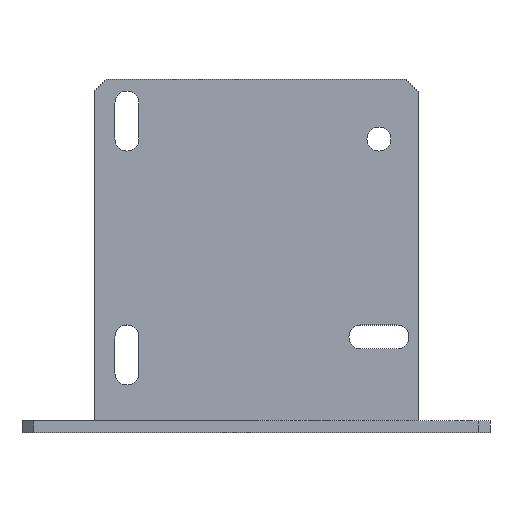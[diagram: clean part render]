
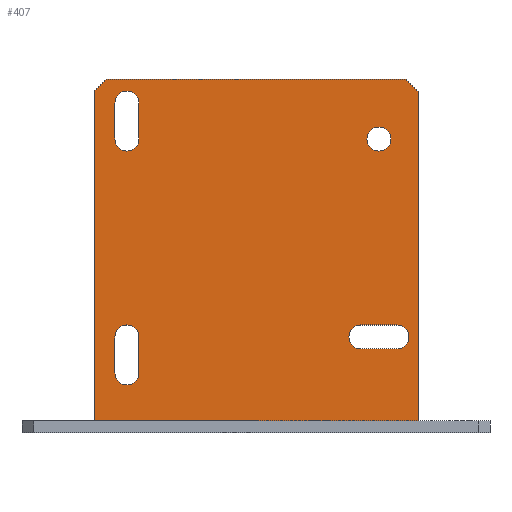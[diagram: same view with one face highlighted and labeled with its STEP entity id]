
A CAD part, top view. The second image highlights one B-rep face of the part: STEP entity #407.
In plain terms, the highlighted planar face has unit normal (0, 0, 1).
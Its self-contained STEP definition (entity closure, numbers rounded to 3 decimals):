
#44=FACE_BOUND('',#110,.F.);
#45=FACE_BOUND('',#111,.F.);
#46=FACE_BOUND('',#112,.F.);
#47=FACE_BOUND('',#113,.F.);
#57=FACE_OUTER_BOUND('',#114,.F.);
#110=EDGE_LOOP('',(#209,#210,#211,#212));
#111=EDGE_LOOP('',(#213,#214));
#112=EDGE_LOOP('',(#215,#216,#217,#218));
#113=EDGE_LOOP('',(#219,#220,#221,#222));
#114=EDGE_LOOP('',(#223,#224,#225,#226,#227,#228));
#209=ORIENTED_EDGE('',*,*,#727,.T.);
#210=ORIENTED_EDGE('',*,*,#726,.T.);
#211=ORIENTED_EDGE('',*,*,#725,.T.);
#212=ORIENTED_EDGE('',*,*,#724,.T.);
#213=ORIENTED_EDGE('',*,*,#765,.T.);
#214=ORIENTED_EDGE('',*,*,#764,.T.);
#215=ORIENTED_EDGE('',*,*,#735,.T.);
#216=ORIENTED_EDGE('',*,*,#734,.T.);
#217=ORIENTED_EDGE('',*,*,#733,.T.);
#218=ORIENTED_EDGE('',*,*,#732,.T.);
#219=ORIENTED_EDGE('',*,*,#719,.T.);
#220=ORIENTED_EDGE('',*,*,#718,.T.);
#221=ORIENTED_EDGE('',*,*,#717,.T.);
#222=ORIENTED_EDGE('',*,*,#716,.T.);
#223=ORIENTED_EDGE('',*,*,#781,.F.);
#224=ORIENTED_EDGE('',*,*,#714,.T.);
#225=ORIENTED_EDGE('',*,*,#769,.T.);
#226=ORIENTED_EDGE('',*,*,#774,.T.);
#227=ORIENTED_EDGE('',*,*,#772,.T.);
#228=ORIENTED_EDGE('',*,*,#711,.T.);
#407=ADVANCED_FACE('',(#44,#45,#46,#47,#57),#452,.T.);
#452=PLANE('',#960);
#483=CIRCLE('',#923,2.);
#484=CIRCLE('',#924,2.);
#487=CIRCLE('',#927,2.);
#488=CIRCLE('',#928,2.);
#491=CIRCLE('',#931,2.);
#492=CIRCLE('',#932,2.);
#511=CIRCLE('',#951,2.);
#512=CIRCLE('',#952,2.);
#531=LINE('',#1373,#619);
#534=LINE('',#1376,#622);
#536=LINE('',#1379,#624);
#537=LINE('',#1381,#625);
#540=LINE('',#1387,#628);
#541=LINE('',#1389,#629);
#544=LINE('',#1395,#632);
#545=LINE('',#1397,#633);
#557=LINE('',#1431,#645);
#560=LINE('',#1434,#648);
#562=LINE('',#1436,#650);
#569=LINE('',#1443,#657);
#619=VECTOR('',#1022,2.828);
#622=VECTOR('',#1025,2.828);
#624=VECTOR('',#1029,6.);
#625=VECTOR('',#1032,6.);
#628=VECTOR('',#1041,6.);
#629=VECTOR('',#1044,6.);
#632=VECTOR('',#1053,6.);
#633=VECTOR('',#1056,6.);
#645=VECTOR('',#1112,55.);
#648=VECTOR('',#1115,55.);
#650=VECTOR('',#1117,54.);
#657=VECTOR('',#1124,50.);
#711=EDGE_CURVE('',#874,#873,#531,.T.);
#714=EDGE_CURVE('',#870,#869,#534,.T.);
#716=EDGE_CURVE('',#868,#867,#483,.T.);
#717=EDGE_CURVE('',#866,#868,#536,.T.);
#718=EDGE_CURVE('',#865,#866,#484,.T.);
#719=EDGE_CURVE('',#867,#865,#537,.T.);
#724=EDGE_CURVE('',#860,#859,#487,.T.);
#725=EDGE_CURVE('',#858,#860,#540,.T.);
#726=EDGE_CURVE('',#857,#858,#488,.T.);
#727=EDGE_CURVE('',#859,#857,#541,.T.);
#732=EDGE_CURVE('',#852,#851,#491,.T.);
#733=EDGE_CURVE('',#850,#852,#544,.T.);
#734=EDGE_CURVE('',#849,#850,#492,.T.);
#735=EDGE_CURVE('',#851,#849,#545,.T.);
#764=EDGE_CURVE('',#820,#819,#511,.T.);
#765=EDGE_CURVE('',#819,#820,#512,.T.);
#769=EDGE_CURVE('',#869,#816,#557,.T.);
#772=EDGE_CURVE('',#815,#874,#560,.T.);
#774=EDGE_CURVE('',#816,#815,#562,.T.);
#781=EDGE_CURVE('',#870,#873,#569,.T.);
#815=VERTEX_POINT('',#1254);
#816=VERTEX_POINT('',#1255);
#819=VERTEX_POINT('',#1258);
#820=VERTEX_POINT('',#1259);
#849=VERTEX_POINT('',#1288);
#850=VERTEX_POINT('',#1289);
#851=VERTEX_POINT('',#1290);
#852=VERTEX_POINT('',#1291);
#857=VERTEX_POINT('',#1296);
#858=VERTEX_POINT('',#1297);
#859=VERTEX_POINT('',#1298);
#860=VERTEX_POINT('',#1299);
#865=VERTEX_POINT('',#1304);
#866=VERTEX_POINT('',#1305);
#867=VERTEX_POINT('',#1306);
#868=VERTEX_POINT('',#1307);
#869=VERTEX_POINT('',#1308);
#870=VERTEX_POINT('',#1309);
#873=VERTEX_POINT('',#1312);
#874=VERTEX_POINT('',#1313);
#923=AXIS2_PLACEMENT_3D('',#1378,#1027,#1028);
#924=AXIS2_PLACEMENT_3D('',#1380,#1030,#1031);
#927=AXIS2_PLACEMENT_3D('',#1386,#1039,#1040);
#928=AXIS2_PLACEMENT_3D('',#1388,#1042,#1043);
#931=AXIS2_PLACEMENT_3D('',#1394,#1051,#1052);
#932=AXIS2_PLACEMENT_3D('',#1396,#1054,#1055);
#951=AXIS2_PLACEMENT_3D('',#1426,#1103,#1104);
#952=AXIS2_PLACEMENT_3D('',#1427,#1105,#1106);
#960=AXIS2_PLACEMENT_3D('',#1482,#1168,#1169);
#1022=DIRECTION('',(0.707,0.707,0.));
#1025=DIRECTION('',(0.707,-0.707,0.));
#1027=DIRECTION('',(0.,0.,1.));
#1028=DIRECTION('',(0.,-1.,0.));
#1029=DIRECTION('',(1.,0.,0.));
#1030=DIRECTION('',(0.,0.,1.));
#1031=DIRECTION('',(0.,1.,0.));
#1032=DIRECTION('',(-1.,0.,0.));
#1039=DIRECTION('',(0.,0.,1.));
#1040=DIRECTION('',(1.,0.,0.));
#1041=DIRECTION('',(0.,1.,0.));
#1042=DIRECTION('',(0.,0.,1.));
#1043=DIRECTION('',(-1.,0.,0.));
#1044=DIRECTION('',(0.,-1.,0.));
#1051=DIRECTION('',(0.,0.,1.));
#1052=DIRECTION('',(1.,0.,0.));
#1053=DIRECTION('',(0.,1.,0.));
#1054=DIRECTION('',(0.,0.,1.));
#1055=DIRECTION('',(-1.,0.,0.));
#1056=DIRECTION('',(0.,-1.,0.));
#1103=DIRECTION('',(0.,0.,1.));
#1104=DIRECTION('',(0.,-1.,0.));
#1105=DIRECTION('',(0.,0.,1.));
#1106=DIRECTION('',(0.,1.,0.));
#1112=DIRECTION('',(0.,-1.,0.));
#1115=DIRECTION('',(0.,1.,0.));
#1117=DIRECTION('',(-1.,0.,0.));
#1124=DIRECTION('',(-1.,0.,0.));
#1168=DIRECTION('',(0.,0.,1.));
#1169=DIRECTION('',(0.,-1.,0.));
#1254=CARTESIAN_POINT('',(12.,2.,-30.));
#1255=CARTESIAN_POINT('',(66.,2.,-30.));
#1258=CARTESIAN_POINT('',(59.5,51.,-30.));
#1259=CARTESIAN_POINT('',(59.5,47.,-30.));
#1288=CARTESIAN_POINT('',(15.5,49.,-30.));
#1289=CARTESIAN_POINT('',(19.5,49.,-30.));
#1290=CARTESIAN_POINT('',(15.5,55.,-30.));
#1291=CARTESIAN_POINT('',(19.5,55.,-30.));
#1296=CARTESIAN_POINT('',(15.5,10.,-30.));
#1297=CARTESIAN_POINT('',(19.5,10.,-30.));
#1298=CARTESIAN_POINT('',(15.5,16.,-30.));
#1299=CARTESIAN_POINT('',(19.5,16.,-30.));
#1304=CARTESIAN_POINT('',(56.5,18.,-30.));
#1305=CARTESIAN_POINT('',(56.5,14.,-30.));
#1306=CARTESIAN_POINT('',(62.5,18.,-30.));
#1307=CARTESIAN_POINT('',(62.5,14.,-30.));
#1308=CARTESIAN_POINT('',(66.,57.,-30.));
#1309=CARTESIAN_POINT('',(64.,59.,-30.));
#1312=CARTESIAN_POINT('',(14.,59.,-30.));
#1313=CARTESIAN_POINT('',(12.,57.,-30.));
#1373=CARTESIAN_POINT('',(12.,57.,-30.));
#1376=CARTESIAN_POINT('',(64.,59.,-30.));
#1378=CARTESIAN_POINT('',(62.5,16.,-30.));
#1379=CARTESIAN_POINT('',(56.5,14.,-30.));
#1380=CARTESIAN_POINT('',(56.5,16.,-30.));
#1381=CARTESIAN_POINT('',(62.5,18.,-30.));
#1386=CARTESIAN_POINT('',(17.5,16.,-30.));
#1387=CARTESIAN_POINT('',(19.5,10.,-30.));
#1388=CARTESIAN_POINT('',(17.5,10.,-30.));
#1389=CARTESIAN_POINT('',(15.5,16.,-30.));
#1394=CARTESIAN_POINT('',(17.5,55.,-30.));
#1395=CARTESIAN_POINT('',(19.5,49.,-30.));
#1396=CARTESIAN_POINT('',(17.5,49.,-30.));
#1397=CARTESIAN_POINT('',(15.5,55.,-30.));
#1426=CARTESIAN_POINT('',(59.5,49.,-30.));
#1427=CARTESIAN_POINT('',(59.5,49.,-30.));
#1431=CARTESIAN_POINT('',(66.,57.,-30.));
#1434=CARTESIAN_POINT('',(12.,2.,-30.));
#1436=CARTESIAN_POINT('',(66.,2.,-30.));
#1443=CARTESIAN_POINT('',(64.,59.,-30.));
#1482=CARTESIAN_POINT('',(-0.78,59.78,-30.));
